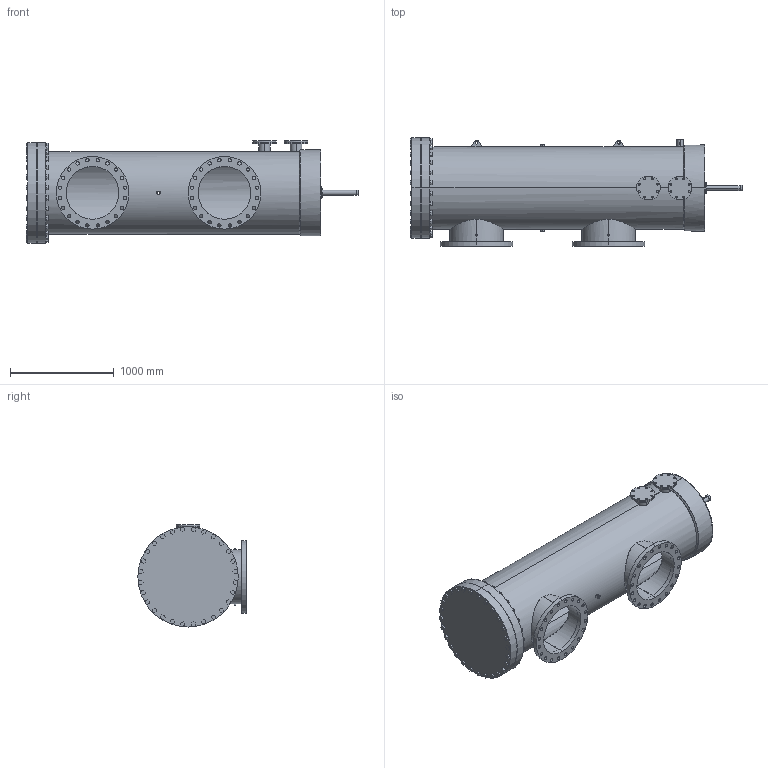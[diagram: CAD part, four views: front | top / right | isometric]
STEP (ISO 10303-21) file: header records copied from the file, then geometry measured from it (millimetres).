
FILE_DESCRIPTION (( 'STEP AP203' ), '1' );
FILE_NAME ('H20-FRP-180.STEP', '2020-09-17T14:10:12', ( '' ), ( '' ), 'SwSTEP 2.0', 'SolidWorks 2018', '' );
FILE_SCHEMA (( 'CONFIG_CONTROL_DESIGN' ));
Length unit declared in the file: inch
Products named in the file (1): H20-FRP-180
Bounding box: 3193.91 x 1041.4 x 981.41 mm (x, y, z)
Volume: 138133591.2 mm3; surface area: 19821713.5 mm2
Topology: 34 solids, 34 shells, 1074 faces, 2690 edges, 1792 vertices
Faces by surface type: plane 572, cylinder 498, cone 4
Entity records: 35727 total; most frequent: CARTESIAN_POINT 8553, DIRECTION 5688, ORIENTED_EDGE 5380, EDGE_CURVE 2690, AXIS2_PLACEMENT_3D 2019, VERTEX_POINT 1792, VECTOR 1650, LINE 1650
